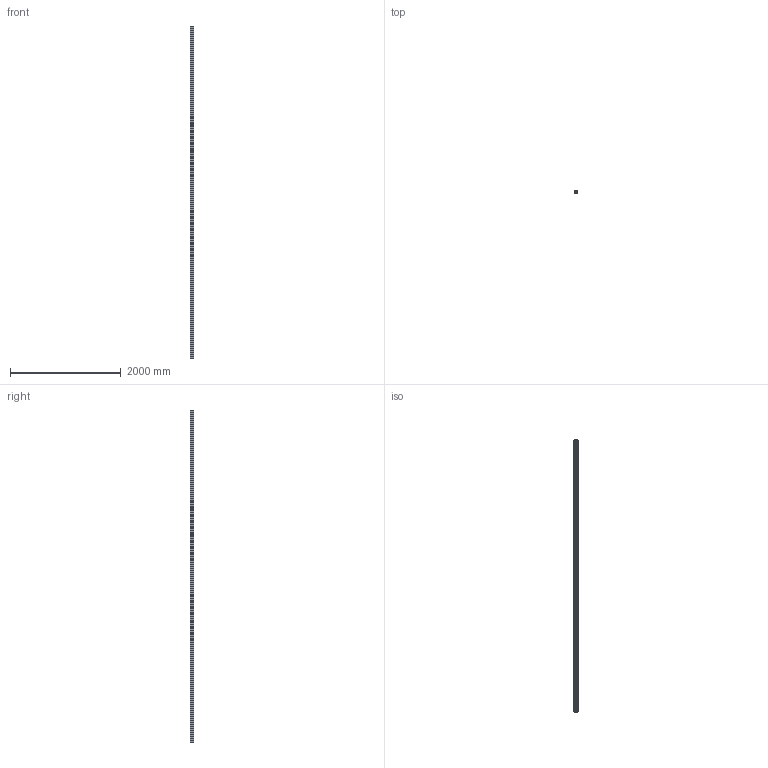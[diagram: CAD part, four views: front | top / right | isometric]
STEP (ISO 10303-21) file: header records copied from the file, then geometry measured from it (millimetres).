
FILE_DESCRIPTION (( 'STEP AP203' ), '1' );
FILE_NAME ('B02-6.STEP', '2018-04-02T17:00:44', ( 'User2' ), ( '' ), 'SwSTEP 2.0', 'SolidWorks 2007', '' );
FILE_SCHEMA (( 'CONFIG_CONTROL_DESIGN' ));
Length unit declared in the file: millimetre
Products named in the file (1): B02-6
Bounding box: 60 x 60 x 6000 mm (x, y, z)
Volume: 6342948.7 mm3; surface area: 5298248.2 mm2
Topology: 1 solids, 1 shells, 150 faces, 444 edges, 296 vertices
Faces by surface type: plane 130, cylinder 20
Entity records: 5061 total; most frequent: CARTESIAN_POINT 891, ORIENTED_EDGE 888, DIRECTION 786, EDGE_CURVE 444, LINE 404, VECTOR 404, VERTEX_POINT 296, AXIS2_PLACEMENT_3D 191
